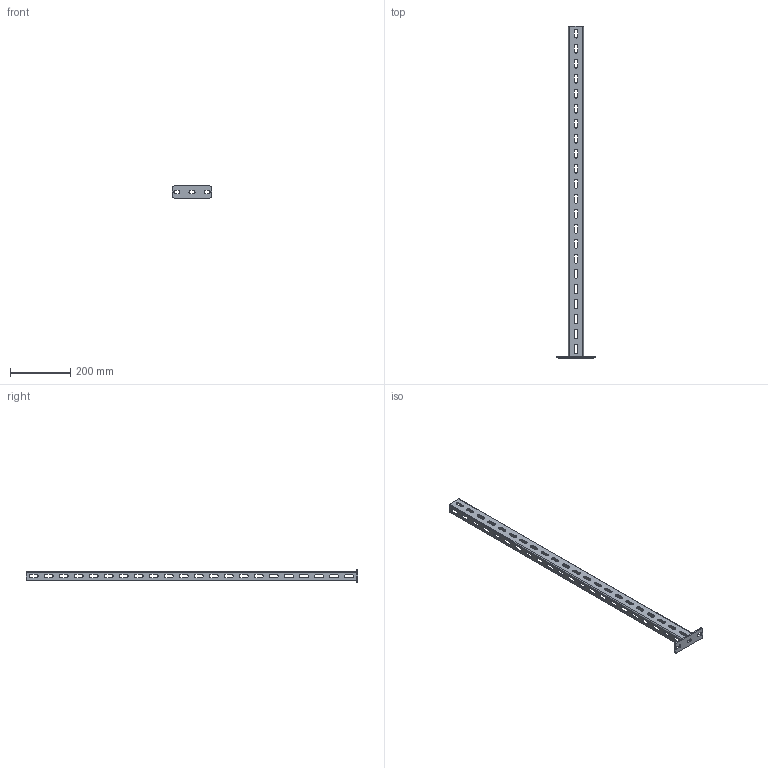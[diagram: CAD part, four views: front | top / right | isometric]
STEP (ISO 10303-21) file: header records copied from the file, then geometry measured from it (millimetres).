
FILE_DESCRIPTION((''),'2;1');
FILE_NAME('6342368_ASM','2012-07-24T',('AndreasKeweloh'),(''),'PRO/ENGINEER BY PARAMETRIC TECHNOLOGY CORPORATION, 2012130','PRO/ENGINEER BY PARAMETRIC TECHNOLOGY CORPORATION, 2012130','');
FILE_SCHEMA(('CONFIG_CONTROL_DESIGN'));
Length unit declared in the file: millimetre
Products named in the file (3): KOPFPLATTE_US3K; 6342318; 6342368_ASM
Assembly tree (2 placements, depth 2):
  6342368_ASM
    KOPFPLATTE_US3K
    6342318
Bounding box: 130 x 1105 x 40 mm (x, y, z)
Volume: 211281.4 mm3; surface area: 214350.2 mm2
Topology: 2 solids, 2 shells, 300 faces, 888 edges, 592 vertices
Faces by surface type: plane 154, cylinder 146
Entity records: 10468 total; most frequent: DIRECTION 1790, CARTESIAN_POINT 1785, ORIENTED_EDGE 1776, EDGE_CURVE 888, AXIS2_PLACEMENT_3D 597, VECTOR 596, LINE 596, VERTEX_POINT 592
